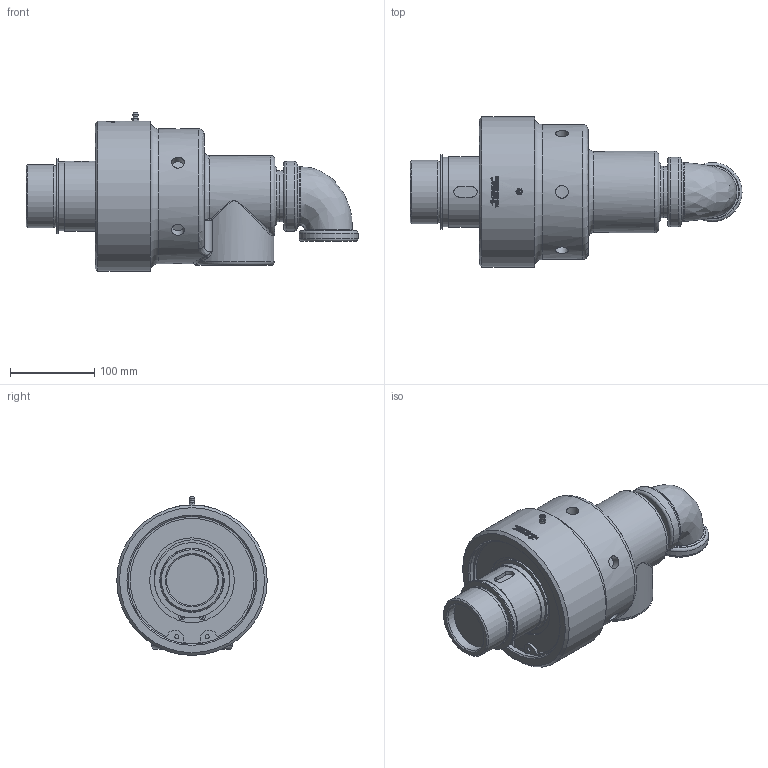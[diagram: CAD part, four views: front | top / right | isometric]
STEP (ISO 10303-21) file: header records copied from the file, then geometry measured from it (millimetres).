
FILE_DESCRIPTION(/* description */ (''),/* implementation_level */ '2;1');
FILE_NAME(/* name */ '755-732-330139-IC.stp',/* time_stamp */ '2020-05-20T11:00:38-05:00',/* author */ ('dyurkovich'),/* organization */ (''),/* preprocessor_version */ 'ST-DEVELOPER v18',/* originating_system */ 'Autodesk Inventor 2020',/* authorisation */ '');
FILE_SCHEMA (('AUTOMOTIVE_DESIGN { 1 0 10303 214 3 1 1 }'));
Length unit declared in the file: millimetre
Products named in the file (1): 755-732-330139-IC
Bounding box: 393.33 x 178.18 x 188.17 mm (x, y, z)
Volume: 4256645.6 mm3; surface area: 233876.1 mm2
Topology: 1 solids, 6 shells, 581 faces, 1532 edges, 1017 vertices
Faces by surface type: plane 264, bspline 181, cylinder 102, cone 17, torus 15, sphere 2
Full cylindrical faces by diameter (mm): 3.2 x2, 4.978 x4, 5.001 x2, 15 x6, 60.3 x1, 60.599 x1, 65.481 x1, 69.85 x1, 75.184 x1, 76.2 x1, 80.6 x1, 82 x1, 82.55 x1, 83.3 x1, 84.96 x1, 88.9 x1, 100.33 x1, 149.86 x1, 150 x1, 151 x1, 159.9 x1, 161.9 x1, 178.18 x1
Entity records: 26725 total; most frequent: CARTESIAN_POINT 12901, ORIENTED_EDGE 3044, DIRECTION 2454, EDGE_CURVE 1522, VERTEX_POINT 1017, AXIS2_PLACEMENT_3D 963, EDGE_LOOP 649, FACE_OUTER_BOUND 581
